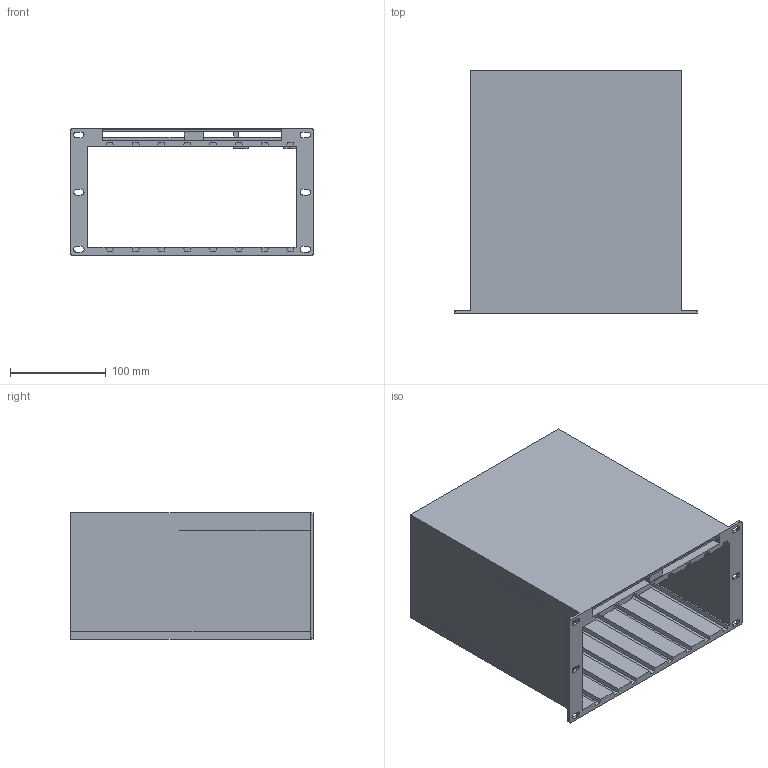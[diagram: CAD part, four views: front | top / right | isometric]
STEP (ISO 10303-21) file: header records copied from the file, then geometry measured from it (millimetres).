
FILE_DESCRIPTION(/* description */ (''),/* implementation_level */ '2;1');
FILE_NAME(/* name */ 'Body modified v60.step',/* time_stamp */ '2025-04-24T13:14:24-05:00',/* author */ (''),/* organization */ (''),/* preprocessor_version */ 'ST-DEVELOPER v20.1',/* originating_system */ 'Autodesk Translation Framework v14.4.0.0',/* authorisation */ '');
FILE_SCHEMA (('AUTOMOTIVE_DESIGN { 1 0 10303 214 3 1 1 }'));
Length unit declared in the file: millimetre
Products named in the file (2): 10 in Rack 8 Disk bay; main body
Assembly tree (1 placements, depth 2):
  10 in Rack 8 Disk bay
    main body
Bounding box: 255 x 254 x 132 mm (x, y, z)
Volume: 953337 mm3; surface area: 439797.2 mm2
Topology: 1 solids, 1 shells, 292 faces, 871 edges, 579 vertices
Faces by surface type: plane 288, cylinder 4
Entity records: 9811 total; most frequent: CARTESIAN_POINT 1745, ORIENTED_EDGE 1742, DIRECTION 1469, EDGE_CURVE 871, LINE 863, VECTOR 863, VERTEX_POINT 579, EDGE_LOOP 308
